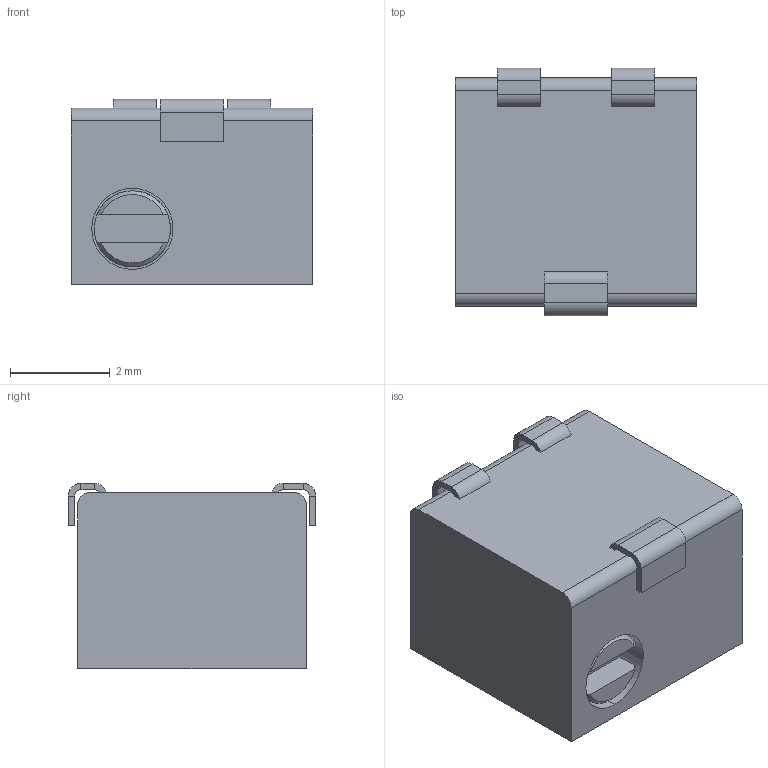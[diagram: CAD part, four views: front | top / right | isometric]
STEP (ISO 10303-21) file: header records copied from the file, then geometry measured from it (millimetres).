
FILE_DESCRIPTION((''),'2;1');
FILE_NAME('33756-69200_0','2012-04-25T',('RICKB'),('Bourns, Inc.'),'PRO/ENGINEER BY PARAMETRIC TECHNOLOGY CORPORATION, 2010100','PRO/ENGINEER BY PARAMETRIC TECHNOLOGY CORPORATION, 2010100','');
FILE_SCHEMA(('CONFIG_CONTROL_DESIGN'));
Length unit declared in the file: inch
Products named in the file (1): 33756-69200_0
Bounding box: 4.83 x 4.95 x 3.71 mm (x, y, z)
Volume: 77.5 mm3; surface area: 129.2 mm2
Topology: 1 solids, 4 shells, 85 faces, 178 edges, 106 vertices
Faces by surface type: plane 59, cylinder 21, cone 5
Entity records: 2269 total; most frequent: CARTESIAN_POINT 396, DIRECTION 393, ORIENTED_EDGE 356, EDGE_CURVE 178, AXIS2_PLACEMENT_3D 135, VECTOR 123, LINE 123, VERTEX_POINT 106
